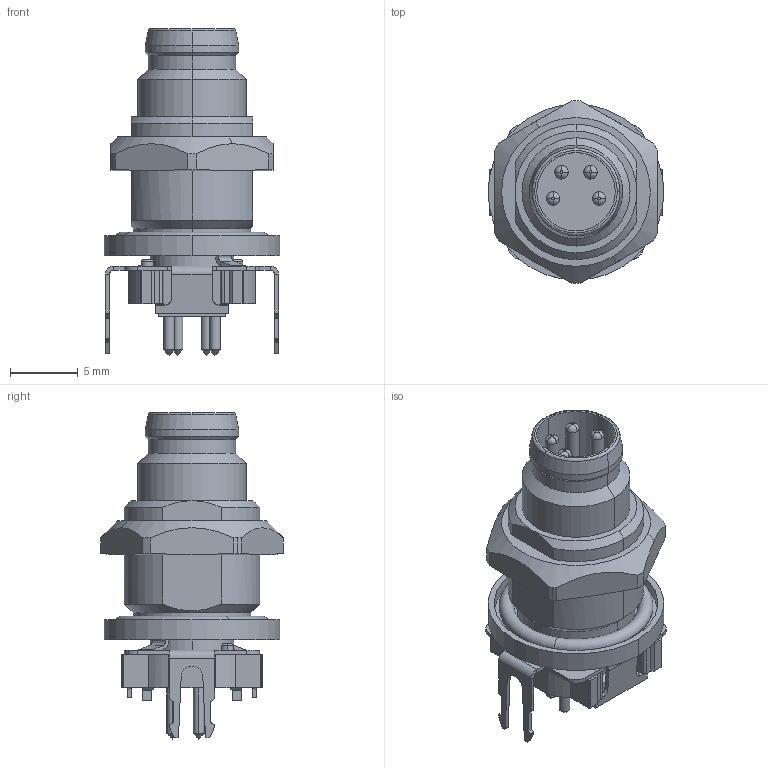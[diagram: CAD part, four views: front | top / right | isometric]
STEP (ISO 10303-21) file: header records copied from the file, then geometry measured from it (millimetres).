
FILE_DESCRIPTION(('CATIA V5R24 STEP','CAx-IF Rec.Pracs.--- Model Styling and Organization---1.2---2011-12-15'),'2;1');
FILE_NAME ('D1461902_0_2423610000_2423610000.stp','2017-08-29T12:19:06+00:00',('none'),('Weidmueller'),'CATIA Version 5-6 Release 2014 SP4 HF52','CATIA V5 STEP AP214','none');
FILE_SCHEMA(('AUTOMOTIVE_DESIGN { 1 0 10303 214 1 1 1 1 }'));
Length unit declared in the file: millimetre
Products named in the file (1): 2423610000
Bounding box: 13 x 13.5 x 24.15 mm (x, y, z)
Volume: 1350.5 mm3; surface area: 2180.3 mm2
Topology: 3 solids, 3 shells, 434 faces, 1159 edges, 738 vertices
Faces by surface type: plane 199, cylinder 183, cone 30, bspline 16, torus 6
Entity records: 13866 total; most frequent: CARTESIAN_POINT 3568, ORIENTED_EDGE 2302, DIRECTION 1792, EDGE_CURVE 1151, VERTEX_POINT 738, AXIS2_PLACEMENT_3D 712, VECTOR 676, LINE 676
